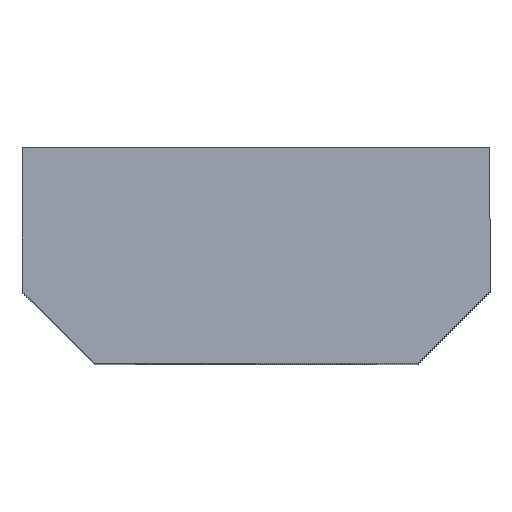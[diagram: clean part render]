
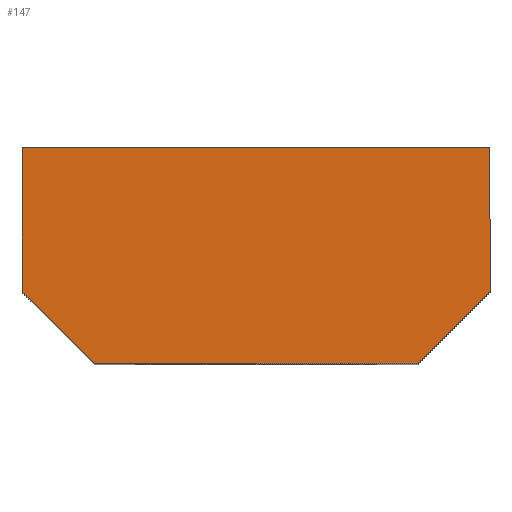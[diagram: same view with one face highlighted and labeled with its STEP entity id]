
A CAD part, top view. The second image highlights one B-rep face of the part: STEP entity #147.
In plain terms, the highlighted planar face has unit normal (0, 0, 1).
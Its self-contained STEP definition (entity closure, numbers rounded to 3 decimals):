
#21 = DIRECTION ( 'NONE',  ( 0., 1., 0. ) ) ;
#22 = CARTESIAN_POINT ( 'NONE',  ( 6.5, 0., 10. ) ) ;
#27 = DIRECTION ( 'NONE',  ( 0.707, 0.707, 0. ) ) ;
#28 = CARTESIAN_POINT ( 'NONE',  ( 6.5, -4., 10. ) ) ;
#44 = PLANE ( 'NONE',  #335 ) ;
#45 = CARTESIAN_POINT ( 'NONE',  ( -6.5, -6., 10. ) ) ;
#46 = DIRECTION ( 'NONE',  ( 0., 0., 1. ) ) ;
#47 = DIRECTION ( 'NONE',  ( 1., 0., 0. ) ) ;
#55 = CARTESIAN_POINT ( 'NONE',  ( -6.5, 0., 10. ) ) ;
#56 = DIRECTION ( 'NONE',  ( -1., 0., 0. ) ) ;
#67 = CARTESIAN_POINT ( 'NONE',  ( -4.5, -6., 10. ) ) ;
#68 = DIRECTION ( 'NONE',  ( 1., 0., 0. ) ) ;
#76 = CARTESIAN_POINT ( 'NONE',  ( -6.5, -4., 10. ) ) ;
#77 = DIRECTION ( 'NONE',  ( 0.707, -0.707, 0. ) ) ;
#78 = CARTESIAN_POINT ( 'NONE',  ( -6.5, 0., 10. ) ) ;
#79 = DIRECTION ( 'NONE',  ( 0., -1., 0. ) ) ;
#97 = CARTESIAN_POINT ( 'NONE',  ( -6.5, -4., 10. ) ) ;
#98 = CARTESIAN_POINT ( 'NONE',  ( -6.5, 0., 10. ) ) ;
#100 = CARTESIAN_POINT ( 'NONE',  ( -4.5, -6., 10. ) ) ;
#102 = CARTESIAN_POINT ( 'NONE',  ( 4.5, -6., 10. ) ) ;
#104 = CARTESIAN_POINT ( 'NONE',  ( 6.5, -4., 10. ) ) ;
#106 = CARTESIAN_POINT ( 'NONE',  ( 6.5, 0., 10. ) ) ;
#135 = EDGE_CURVE ( 'NONE', #256, #258, #183, .T. ) ;
#138 = EDGE_CURVE ( 'NONE', #258, #260, #188, .T. ) ;
#147 = ADVANCED_FACE ( 'NONE', ( #264 ), #44, .T. ) ;
#150 = EDGE_CURVE ( 'NONE', #260, #252, #269, .T. ) ;
#157 = EDGE_CURVE ( 'NONE', #254, #256, #274, .T. ) ;
#161 = EDGE_CURVE ( 'NONE', #251, #254, #277, .T. ) ;
#162 = EDGE_CURVE ( 'NONE', #252, #251, #278, .T. ) ;
#183 = LINE ( 'NONE', #28, #357 ) ;
#188 = LINE ( 'NONE', #22, #358 ) ;
#215 = ORIENTED_EDGE ( 'NONE', *, *, #135, .T. ) ;
#217 = ORIENTED_EDGE ( 'NONE', *, *, #162, .T. ) ;
#218 = ORIENTED_EDGE ( 'NONE', *, *, #161, .T. ) ;
#219 = ORIENTED_EDGE ( 'NONE', *, *, #157, .T. ) ;
#220 = ORIENTED_EDGE ( 'NONE', *, *, #138, .T. ) ;
#221 = ORIENTED_EDGE ( 'NONE', *, *, #150, .T. ) ;
#241 = EDGE_LOOP ( 'NONE', ( #217, #218, #219, #215, #220, #221 ) ) ;
#251 = VERTEX_POINT ( 'NONE', #97 ) ;
#252 = VERTEX_POINT ( 'NONE', #98 ) ;
#254 = VERTEX_POINT ( 'NONE', #100 ) ;
#256 = VERTEX_POINT ( 'NONE', #102 ) ;
#258 = VERTEX_POINT ( 'NONE', #104 ) ;
#260 = VERTEX_POINT ( 'NONE', #106 ) ;
#264 = FACE_OUTER_BOUND ( 'NONE', #241, .T. ) ;
#269 = LINE ( 'NONE', #55, #367 ) ;
#274 = LINE ( 'NONE', #67, #325 ) ;
#277 = LINE ( 'NONE', #76, #360 ) ;
#278 = LINE ( 'NONE', #78, #348 ) ;
#325 = VECTOR ( 'NONE', #68, 1000. ) ;
#335 = AXIS2_PLACEMENT_3D ( 'NONE', #45, #46, #47 ) ;
#348 = VECTOR ( 'NONE', #79, 1000. ) ;
#357 = VECTOR ( 'NONE', #27, 1000. ) ;
#358 = VECTOR ( 'NONE', #21, 1000. ) ;
#360 = VECTOR ( 'NONE', #77, 1000. ) ;
#367 = VECTOR ( 'NONE', #56, 1000. ) ;
